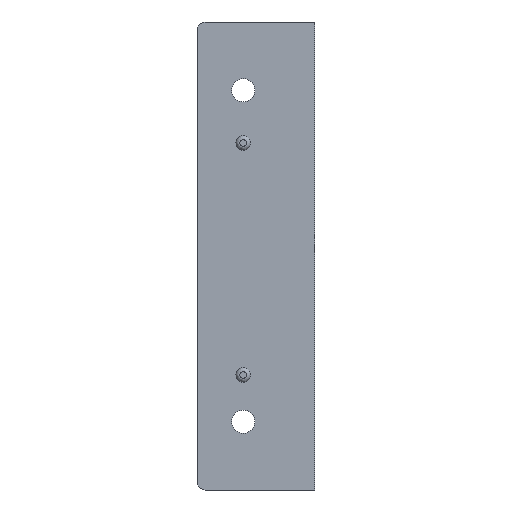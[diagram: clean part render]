
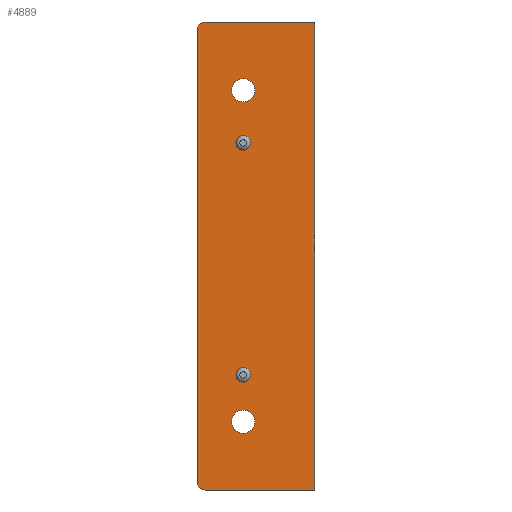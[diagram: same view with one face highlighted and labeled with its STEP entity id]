
A CAD part, left-side view. The second image highlights one B-rep face of the part: STEP entity #4889.
In plain terms, the highlighted planar face has unit normal (-1, 0, 0).
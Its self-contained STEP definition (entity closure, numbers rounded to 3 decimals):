
#41=CIRCLE('',#5083,1.85);
#45=CIRCLE('',#5089,1.85);
#50=CIRCLE('',#5098,2.95);
#52=CIRCLE('',#5101,2.95);
#54=CIRCLE('',#5104,2.);
#56=CIRCLE('',#5109,2.);
#81=FACE_BOUND('',#867,.T.);
#82=FACE_BOUND('',#868,.T.);
#83=FACE_BOUND('',#869,.T.);
#84=FACE_BOUND('',#870,.T.);
#587=FACE_OUTER_BOUND('',#866,.T.);
#866=EDGE_LOOP('',(#4310,#4311,#4312,#4313,#4314,#4315));
#867=EDGE_LOOP('',(#4316));
#868=EDGE_LOOP('',(#4317));
#869=EDGE_LOOP('',(#4318));
#870=EDGE_LOOP('',(#4319));
#1378=LINE('',#8783,#1884);
#1384=LINE('',#8801,#1890);
#1388=LINE('',#8809,#1894);
#1389=LINE('',#8810,#1895);
#1884=VECTOR('',#5976,10.);
#1890=VECTOR('',#5992,10.);
#1894=VECTOR('',#6000,10.);
#1895=VECTOR('',#6001,10.);
#2336=VERTEX_POINT('',#8700);
#2339=VERTEX_POINT('',#8737);
#2344=VERTEX_POINT('',#8754);
#2346=VERTEX_POINT('',#8760);
#2349=VERTEX_POINT('',#8767);
#2350=VERTEX_POINT('',#8769);
#2355=VERTEX_POINT('',#8781);
#2358=VERTEX_POINT('',#8791);
#2359=VERTEX_POINT('',#8792);
#2362=VERTEX_POINT('',#8800);
#3011=EDGE_CURVE('',#2336,#2336,#41,.T.);
#3016=EDGE_CURVE('',#2339,#2339,#45,.T.);
#3024=EDGE_CURVE('',#2344,#2344,#50,.T.);
#3027=EDGE_CURVE('',#2346,#2346,#52,.T.);
#3030=EDGE_CURVE('',#2349,#2350,#54,.T.);
#3037=EDGE_CURVE('',#2355,#2349,#1378,.T.);
#3041=EDGE_CURVE('',#2358,#2359,#56,.T.);
#3045=EDGE_CURVE('',#2359,#2362,#1384,.T.);
#3050=EDGE_CURVE('',#2362,#2355,#1388,.T.);
#3051=EDGE_CURVE('',#2350,#2358,#1389,.T.);
#4310=ORIENTED_EDGE('',*,*,#3030,.F.);
#4311=ORIENTED_EDGE('',*,*,#3037,.F.);
#4312=ORIENTED_EDGE('',*,*,#3050,.F.);
#4313=ORIENTED_EDGE('',*,*,#3045,.F.);
#4314=ORIENTED_EDGE('',*,*,#3041,.F.);
#4315=ORIENTED_EDGE('',*,*,#3051,.F.);
#4316=ORIENTED_EDGE('',*,*,#3011,.T.);
#4317=ORIENTED_EDGE('',*,*,#3016,.T.);
#4318=ORIENTED_EDGE('',*,*,#3024,.T.);
#4319=ORIENTED_EDGE('',*,*,#3027,.T.);
#4634=PLANE('',#5113);
#4889=ADVANCED_FACE('',(#587,#81,#82,#83,#84),#4634,.T.);
#5083=AXIS2_PLACEMENT_3D('',#8702,#5917,#5918);
#5089=AXIS2_PLACEMENT_3D('',#8739,#5930,#5931);
#5098=AXIS2_PLACEMENT_3D('',#8756,#5951,#5952);
#5101=AXIS2_PLACEMENT_3D('',#8762,#5958,#5959);
#5104=AXIS2_PLACEMENT_3D('',#8770,#5965,#5966);
#5109=AXIS2_PLACEMENT_3D('',#8793,#5984,#5985);
#5113=AXIS2_PLACEMENT_3D('',#8808,#5998,#5999);
#5917=DIRECTION('center_axis',(1.,0.,0.));
#5918=DIRECTION('ref_axis',(0.,0.,1.));
#5930=DIRECTION('center_axis',(1.,0.,0.));
#5931=DIRECTION('ref_axis',(0.,0.,1.));
#5951=DIRECTION('center_axis',(1.,0.,0.));
#5952=DIRECTION('ref_axis',(0.,0.,1.));
#5958=DIRECTION('center_axis',(1.,0.,0.));
#5959=DIRECTION('ref_axis',(0.,0.,-1.));
#5965=DIRECTION('center_axis',(1.,0.,0.));
#5966=DIRECTION('ref_axis',(0.,0.707,-0.707));
#5976=DIRECTION('',(0.,1.,0.));
#5984=DIRECTION('center_axis',(1.,0.,0.));
#5985=DIRECTION('ref_axis',(0.,0.707,0.707));
#5992=DIRECTION('',(0.,-1.,0.));
#5998=DIRECTION('center_axis',(-1.,0.,0.));
#5999=DIRECTION('ref_axis',(0.,-1.,0.));
#6000=DIRECTION('',(0.,0.,-1.));
#6001=DIRECTION('',(0.,0.,1.));
#8700=CARTESIAN_POINT('',(-4.,14.28,27.15));
#8702=CARTESIAN_POINT('Origin',(-4.,14.28,29.));
#8737=CARTESIAN_POINT('',(-4.,14.28,-32.35));
#8739=CARTESIAN_POINT('Origin',(-4.,14.28,-30.5));
#8754=CARTESIAN_POINT('',(-4.,14.28,-45.45));
#8756=CARTESIAN_POINT('Origin',(-4.,14.28,-42.5));
#8760=CARTESIAN_POINT('',(-4.,14.28,45.45));
#8762=CARTESIAN_POINT('Origin',(-4.,14.28,42.5));
#8767=CARTESIAN_POINT('',(-4.,24.,-60.));
#8769=CARTESIAN_POINT('',(-4.,26.,-58.));
#8770=CARTESIAN_POINT('Origin',(-4.,24.,-58.));
#8781=CARTESIAN_POINT('',(-4.,-4.,-60.));
#8783=CARTESIAN_POINT('',(-4.,26.,-60.));
#8791=CARTESIAN_POINT('',(-4.,26.,58.));
#8792=CARTESIAN_POINT('',(-4.,24.,60.));
#8793=CARTESIAN_POINT('Origin',(-4.,24.,58.));
#8800=CARTESIAN_POINT('',(-4.,-4.,60.));
#8801=CARTESIAN_POINT('',(-4.,26.,60.));
#8808=CARTESIAN_POINT('Origin',(-4.,26.,0.));
#8809=CARTESIAN_POINT('',(-4.,-4.,0.));
#8810=CARTESIAN_POINT('',(-4.,26.,0.));
